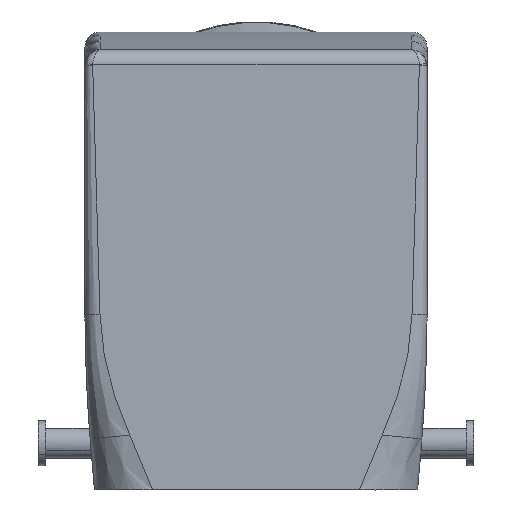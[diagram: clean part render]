
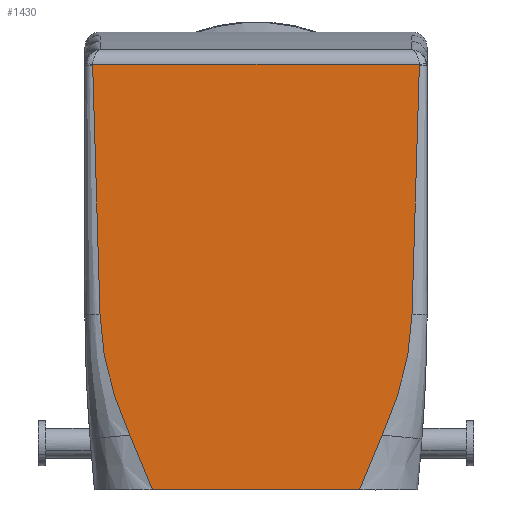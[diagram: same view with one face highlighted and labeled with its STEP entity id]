
A CAD part, front view. The second image highlights one B-rep face of the part: STEP entity #1430.
In plain terms, the highlighted planar face has unit normal (0, -1, 0.013).
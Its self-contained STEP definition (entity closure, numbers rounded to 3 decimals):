
#1324=AXIS2_PLACEMENT_3D('Plane Axis2P3D',#1321,#1322,#1323) ;
#541=CARTESIAN_POINT('Vertex',(45.767,0.095,7.286)) ;
#545=CARTESIAN_POINT('Control Point',(45.767,0.095,7.286)) ;
#546=CARTESIAN_POINT('Control Point',(45.461,0.086,6.56)) ;
#547=CARTESIAN_POINT('Control Point',(45.153,0.076,5.834)) ;
#548=CARTESIAN_POINT('Control Point',(44.845,0.067,5.106)) ;
#549=CARTESIAN_POINT('Control Point',(44.236,0.048,3.649)) ;
#550=CARTESIAN_POINT('Control Point',(43.641,0.029,2.191)) ;
#551=CARTESIAN_POINT('Control Point',(43.349,0.019,1.462)) ;
#552=CARTESIAN_POINT('Control Point',(43.06,0.01,0.731)) ;
#553=CARTESIAN_POINT('Control Point',(42.773,0.,0.)) ;
#554=CARTESIAN_POINT('Vertex',(42.773,0.,0.)) ;
#592=CARTESIAN_POINT('Vertex',(15.227,0.,0.)) ;
#639=CARTESIAN_POINT('Line Origine',(29.,0.,0.)) ;
#1241=CARTESIAN_POINT('Vertex',(49.751,0.306,23.365)) ;
#1245=CARTESIAN_POINT('Control Point',(49.751,0.306,23.365)) ;
#1246=CARTESIAN_POINT('Control Point',(49.691,0.29,22.181)) ;
#1247=CARTESIAN_POINT('Control Point',(49.616,0.275,20.999)) ;
#1248=CARTESIAN_POINT('Control Point',(49.501,0.259,19.818)) ;
#1249=CARTESIAN_POINT('Control Point',(49.035,0.216,16.524)) ;
#1250=CARTESIAN_POINT('Control Point',(48.162,0.174,13.292)) ;
#1251=CARTESIAN_POINT('Control Point',(47.432,0.147,11.26)) ;
#1252=CARTESIAN_POINT('Control Point',(46.618,0.121,9.263)) ;
#1253=CARTESIAN_POINT('Control Point',(45.767,0.095,7.286)) ;
#1321=CARTESIAN_POINT('Axis2P3D Location',(29.,1.046,79.915)) ;
#1327=CARTESIAN_POINT('Control Point',(7.271,0.739,56.465)) ;
#1328=CARTESIAN_POINT('Control Point',(7.278,0.731,55.81)) ;
#1329=CARTESIAN_POINT('Control Point',(7.287,0.722,55.157)) ;
#1330=CARTESIAN_POINT('Control Point',(7.296,0.714,54.505)) ;
#1331=CARTESIAN_POINT('Control Point',(7.315,0.696,53.167)) ;
#1332=CARTESIAN_POINT('Control Point',(7.338,0.678,51.822)) ;
#1333=CARTESIAN_POINT('Control Point',(7.347,0.671,51.29)) ;
#1334=CARTESIAN_POINT('Control Point',(7.432,0.612,46.721)) ;
#1335=CARTESIAN_POINT('Control Point',(7.549,0.552,42.152)) ;
#1336=CARTESIAN_POINT('Control Point',(7.668,0.501,38.275)) ;
#1337=CARTESIAN_POINT('Control Point',(7.839,0.432,32.966)) ;
#1338=CARTESIAN_POINT('Control Point',(8.05,0.362,27.659)) ;
#1339=CARTESIAN_POINT('Control Point',(8.11,0.343,26.227)) ;
#1340=CARTESIAN_POINT('Control Point',(8.176,0.325,24.796)) ;
#1341=CARTESIAN_POINT('Control Point',(8.249,0.306,23.365)) ;
#1342=CARTESIAN_POINT('Vertex',(8.249,0.306,23.365)) ;
#1344=CARTESIAN_POINT('Vertex',(7.271,0.739,56.465)) ;
#1348=CARTESIAN_POINT('Control Point',(8.249,0.306,23.365)) ;
#1349=CARTESIAN_POINT('Control Point',(8.31,0.29,22.165)) ;
#1350=CARTESIAN_POINT('Control Point',(8.387,0.274,20.967)) ;
#1351=CARTESIAN_POINT('Control Point',(8.502,0.259,19.785)) ;
#1352=CARTESIAN_POINT('Control Point',(8.839,0.228,17.423)) ;
#1353=CARTESIAN_POINT('Control Point',(9.385,0.198,15.096)) ;
#1354=CARTESIAN_POINT('Control Point',(9.707,0.183,13.954)) ;
#1355=CARTESIAN_POINT('Control Point',(10.364,0.156,11.919)) ;
#1356=CARTESIAN_POINT('Control Point',(11.13,0.13,9.921)) ;
#1357=CARTESIAN_POINT('Control Point',(11.488,0.118,9.038)) ;
#1358=CARTESIAN_POINT('Control Point',(11.857,0.107,8.16)) ;
#1359=CARTESIAN_POINT('Control Point',(12.233,0.095,7.286)) ;
#1360=CARTESIAN_POINT('Vertex',(12.233,0.095,7.286)) ;
#1364=CARTESIAN_POINT('Control Point',(12.233,0.095,7.286)) ;
#1365=CARTESIAN_POINT('Control Point',(12.723,0.08,6.124)) ;
#1366=CARTESIAN_POINT('Control Point',(13.217,0.065,4.962)) ;
#1367=CARTESIAN_POINT('Control Point',(13.706,0.05,3.797)) ;
#1368=CARTESIAN_POINT('Control Point',(14.301,0.031,2.339)) ;
#1369=CARTESIAN_POINT('Control Point',(14.882,0.011,0.877)) ;
#1370=CARTESIAN_POINT('Control Point',(14.997,0.008,0.585)) ;
#1371=CARTESIAN_POINT('Control Point',(15.112,0.004,0.293)) ;
#1372=CARTESIAN_POINT('Control Point',(15.227,0.,0.)) ;
#1375=CARTESIAN_POINT('Control Point',(50.729,0.739,56.465)) ;
#1376=CARTESIAN_POINT('Control Point',(50.722,0.731,55.81)) ;
#1377=CARTESIAN_POINT('Control Point',(50.713,0.722,55.157)) ;
#1378=CARTESIAN_POINT('Control Point',(50.704,0.714,54.505)) ;
#1379=CARTESIAN_POINT('Control Point',(50.685,0.696,53.167)) ;
#1380=CARTESIAN_POINT('Control Point',(50.662,0.678,51.822)) ;
#1381=CARTESIAN_POINT('Control Point',(50.653,0.671,51.29)) ;
#1382=CARTESIAN_POINT('Control Point',(50.568,0.612,46.721)) ;
#1383=CARTESIAN_POINT('Control Point',(50.451,0.552,42.152)) ;
#1384=CARTESIAN_POINT('Control Point',(50.332,0.501,38.275)) ;
#1385=CARTESIAN_POINT('Control Point',(50.161,0.432,32.966)) ;
#1386=CARTESIAN_POINT('Control Point',(49.95,0.362,27.659)) ;
#1387=CARTESIAN_POINT('Control Point',(49.89,0.343,26.227)) ;
#1388=CARTESIAN_POINT('Control Point',(49.824,0.325,24.796)) ;
#1389=CARTESIAN_POINT('Control Point',(49.751,0.306,23.365)) ;
#1390=CARTESIAN_POINT('Vertex',(50.729,0.739,56.465)) ;
#1394=CARTESIAN_POINT('Control Point',(50.72,0.741,56.605)) ;
#1395=CARTESIAN_POINT('Control Point',(50.724,0.741,56.577)) ;
#1396=CARTESIAN_POINT('Control Point',(50.727,0.74,56.549)) ;
#1397=CARTESIAN_POINT('Control Point',(50.729,0.74,56.521)) ;
#1398=CARTESIAN_POINT('Control Point',(50.729,0.74,56.493)) ;
#1399=CARTESIAN_POINT('Control Point',(50.729,0.739,56.465)) ;
#1400=CARTESIAN_POINT('Vertex',(50.72,0.741,56.605)) ;
#1403=CARTESIAN_POINT('Line Origine',(29.,0.741,56.605)) ;
#1407=CARTESIAN_POINT('Vertex',(7.28,0.741,56.605)) ;
#1411=CARTESIAN_POINT('Control Point',(7.28,0.741,56.605)) ;
#1412=CARTESIAN_POINT('Control Point',(7.276,0.741,56.577)) ;
#1413=CARTESIAN_POINT('Control Point',(7.273,0.74,56.549)) ;
#1414=CARTESIAN_POINT('Control Point',(7.271,0.74,56.521)) ;
#1415=CARTESIAN_POINT('Control Point',(7.271,0.74,56.493)) ;
#1416=CARTESIAN_POINT('Control Point',(7.271,0.739,56.465)) ;
#640=DIRECTION('Vector Direction',(-1.,0.,0.)) ;
#1322=DIRECTION('Axis2P3D Direction',(0.,-1.,0.013)) ;
#1323=DIRECTION('Axis2P3D XDirection',(-1.,0.,0.)) ;
#1404=DIRECTION('Vector Direction',(-1.,0.,0.)) ;
#641=VECTOR('Line Direction',#640,1.) ;
#1405=VECTOR('Line Direction',#1404,1.) ;
#1419=ORIENTED_EDGE('',*,*,#1346,.F.) ;
#1420=ORIENTED_EDGE('',*,*,#1362,.F.) ;
#1421=ORIENTED_EDGE('',*,*,#1373,.F.) ;
#1422=ORIENTED_EDGE('',*,*,#643,.T.) ;
#1423=ORIENTED_EDGE('',*,*,#556,.T.) ;
#1424=ORIENTED_EDGE('',*,*,#1254,.T.) ;
#1425=ORIENTED_EDGE('',*,*,#1392,.T.) ;
#1426=ORIENTED_EDGE('',*,*,#1402,.T.) ;
#1427=ORIENTED_EDGE('',*,*,#1409,.F.) ;
#1428=ORIENTED_EDGE('',*,*,#1417,.F.) ;
#1430=ADVANCED_FACE('Hood',(#1429),#1325,.T.) ;
#544=B_SPLINE_CURVE_WITH_KNOTS('',5,(#545,#546,#547,#548,#549,#550,#551,#552,#553),.UNSPECIFIED.,.F.,.U.,(6,3,6),(110.431,114.292,118.152),.UNSPECIFIED.) ;
#1244=B_SPLINE_CURVE_WITH_KNOTS('',5,(#1245,#1246,#1247,#1248,#1249,#1250,#1251,#1252,#1253),.UNSPECIFIED.,.F.,.U.,(6,3,6),(82.302,88.249,98.976),.UNSPECIFIED.) ;
#1326=B_SPLINE_CURVE_WITH_KNOTS('',5,(#1327,#1328,#1329,#1330,#1331,#1332,#1333,#1334,#1335,#1336,#1337,#1338,#1339,#1340,#1341),.UNSPECIFIED.,.F.,.U.,(6,3,3,3,6),(0.,4.661,9.548,36.943,47.063),.UNSPECIFIED.) ;
#1347=B_SPLINE_CURVE_WITH_KNOTS('',5,(#1348,#1349,#1350,#1351,#1352,#1353,#1354,#1355,#1356,#1357,#1358,#1359),.UNSPECIFIED.,.F.,.U.,(6,3,3,6),(0.,8.511,16.891,23.611),.UNSPECIFIED.) ;
#1363=B_SPLINE_CURVE_WITH_KNOTS('',5,(#1364,#1365,#1366,#1367,#1368,#1369,#1370,#1371,#1372),.UNSPECIFIED.,.F.,.U.,(6,3,6),(0.,8.916,11.141),.UNSPECIFIED.) ;
#1374=B_SPLINE_CURVE_WITH_KNOTS('',5,(#1375,#1376,#1377,#1378,#1379,#1380,#1381,#1382,#1383,#1384,#1385,#1386,#1387,#1388,#1389),.UNSPECIFIED.,.F.,.U.,(6,3,3,3,6),(0.,4.661,9.548,36.943,47.063),.UNSPECIFIED.) ;
#1393=B_SPLINE_CURVE_WITH_KNOTS('',5,(#1394,#1395,#1396,#1397,#1398,#1399),.UNSPECIFIED.,.F.,.U.,(6,6),(0.,0.199),.UNSPECIFIED.) ;
#1410=B_SPLINE_CURVE_WITH_KNOTS('',5,(#1411,#1412,#1413,#1414,#1415,#1416),.UNSPECIFIED.,.F.,.U.,(6,6),(0.,0.199),.UNSPECIFIED.) ;
#556=EDGE_CURVE('',#555,#542,#544,.F.) ;
#643=EDGE_CURVE('',#593,#555,#642,.F.) ;
#1254=EDGE_CURVE('',#542,#1242,#1244,.F.) ;
#1346=EDGE_CURVE('',#1343,#1345,#1326,.F.) ;
#1362=EDGE_CURVE('',#1361,#1343,#1347,.F.) ;
#1373=EDGE_CURVE('',#593,#1361,#1363,.F.) ;
#1392=EDGE_CURVE('',#1242,#1391,#1374,.F.) ;
#1402=EDGE_CURVE('',#1391,#1401,#1393,.F.) ;
#1409=EDGE_CURVE('',#1408,#1401,#1406,.F.) ;
#1417=EDGE_CURVE('',#1345,#1408,#1410,.F.) ;
#1418=EDGE_LOOP('',(#1419,#1420,#1421,#1422,#1423,#1424,#1425,#1426,#1427,#1428)) ;
#1429=FACE_OUTER_BOUND('',#1418,.T.) ;
#642=LINE('Line',#639,#641) ;
#1406=LINE('Line',#1403,#1405) ;
#1325=PLANE('',#1324) ;
#542=VERTEX_POINT('',#541) ;
#555=VERTEX_POINT('',#554) ;
#593=VERTEX_POINT('',#592) ;
#1242=VERTEX_POINT('',#1241) ;
#1343=VERTEX_POINT('',#1342) ;
#1345=VERTEX_POINT('',#1344) ;
#1361=VERTEX_POINT('',#1360) ;
#1391=VERTEX_POINT('',#1390) ;
#1401=VERTEX_POINT('',#1400) ;
#1408=VERTEX_POINT('',#1407) ;
